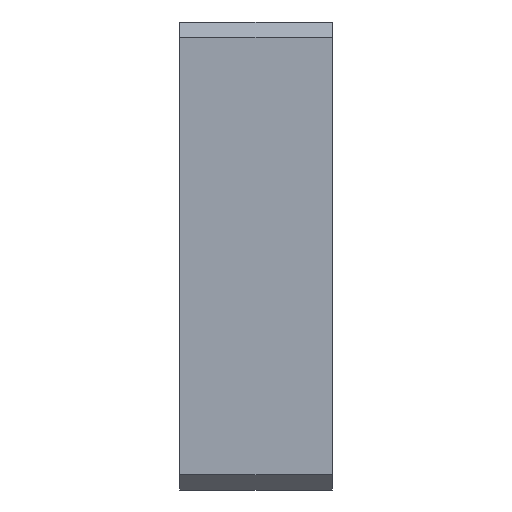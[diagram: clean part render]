
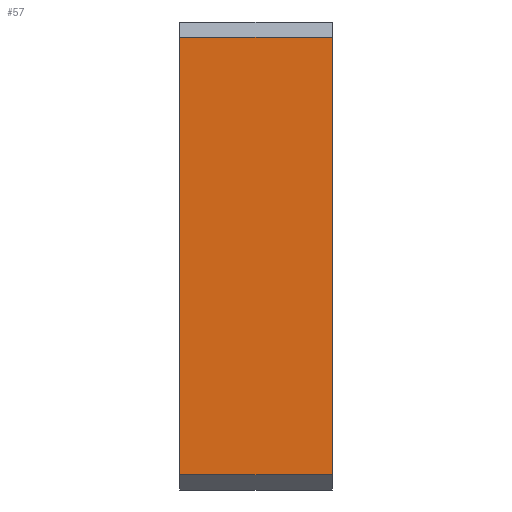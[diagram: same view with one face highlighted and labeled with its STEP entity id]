
A CAD part, left-side view. The second image highlights one B-rep face of the part: STEP entity #57.
In plain terms, the highlighted free-form (B-spline) face has degree [2, 1] with [3, 2] control points.
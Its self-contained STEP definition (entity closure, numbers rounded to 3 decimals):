
#57=ADVANCED_FACE('',(#101),#849,.T.);
#101=FACE_OUTER_BOUND('',#157,.T.);
#157=EDGE_LOOP('',(#369,#370,#371,#372));
#369=ORIENTED_EDGE('',*,*,#541,.F.);
#370=ORIENTED_EDGE('',*,*,#550,.T.);
#371=ORIENTED_EDGE('',*,*,#540,.T.);
#372=ORIENTED_EDGE('',*,*,#549,.F.);
#540=EDGE_CURVE('',#788,#787,#688,.T.);
#541=EDGE_CURVE('',#790,#789,#689,.T.);
#549=EDGE_CURVE('',#789,#787,#697,.T.);
#550=EDGE_CURVE('',#790,#788,#698,.T.);
#688=(
BOUNDED_CURVE()
B_SPLINE_CURVE(2,(#2337,#2338,#2339),.UNSPECIFIED.,.F.,.F.)
B_SPLINE_CURVE_WITH_KNOTS((3,3),(-42.684,-39.894),
 .UNSPECIFIED.)
CURVE()
GEOMETRIC_REPRESENTATION_ITEM()
RATIONAL_B_SPLINE_CURVE((1.,1.,1.))
REPRESENTATION_ITEM('')
);
#689=(
BOUNDED_CURVE()
B_SPLINE_CURVE(2,(#2340,#2341,#2342),.UNSPECIFIED.,.F.,.F.)
B_SPLINE_CURVE_WITH_KNOTS((3,3),(-42.684,-39.894),
 .UNSPECIFIED.)
CURVE()
GEOMETRIC_REPRESENTATION_ITEM()
RATIONAL_B_SPLINE_CURVE((1.,1.,1.))
REPRESENTATION_ITEM('')
);
#697=(
BOUNDED_CURVE()
B_SPLINE_CURVE(1,(#2363,#2364),.UNSPECIFIED.,.F.,.F.)
B_SPLINE_CURVE_WITH_KNOTS((2,2),(0.,10.),.UNSPECIFIED.)
CURVE()
GEOMETRIC_REPRESENTATION_ITEM()
RATIONAL_B_SPLINE_CURVE((1.,1.))
REPRESENTATION_ITEM('')
);
#698=(
BOUNDED_CURVE()
B_SPLINE_CURVE(1,(#2365,#2366),.UNSPECIFIED.,.F.,.F.)
B_SPLINE_CURVE_WITH_KNOTS((2,2),(0.,10.),.UNSPECIFIED.)
CURVE()
GEOMETRIC_REPRESENTATION_ITEM()
RATIONAL_B_SPLINE_CURVE((1.,1.))
REPRESENTATION_ITEM('')
);
#787=VERTEX_POINT('',#1803);
#788=VERTEX_POINT('',#1804);
#789=VERTEX_POINT('',#1805);
#790=VERTEX_POINT('',#1806);
#849=(
BOUNDED_SURFACE()
B_SPLINE_SURFACE(2,1,((#1387,#1388),(#1389,#1390),(#1391,#1392)),
 .UNSPECIFIED.,.F.,.F.,.F.)
B_SPLINE_SURFACE_WITH_KNOTS((3,3),(2,2),(-42.781,-39.796),
(0.,9.),.UNSPECIFIED.)
GEOMETRIC_REPRESENTATION_ITEM()
RATIONAL_B_SPLINE_SURFACE(((1.,1.),(1.,1.),(1.,1.)))
REPRESENTATION_ITEM('')
SURFACE()
);
#1387=CARTESIAN_POINT('',(-49.305,30.,-17.));
#1388=CARTESIAN_POINT('',(-49.305,40.,-17.));
#1389=CARTESIAN_POINT('',(-49.305,30.,-1.68));
#1390=CARTESIAN_POINT('',(-49.305,40.,-1.68));
#1391=CARTESIAN_POINT('',(-49.305,30.,13.64));
#1392=CARTESIAN_POINT('',(-49.305,40.,13.64));
#1803=CARTESIAN_POINT('',(-49.305,30.,12.64));
#1804=CARTESIAN_POINT('',(-49.305,30.,-16.));
#1805=CARTESIAN_POINT('',(-49.305,40.,12.64));
#1806=CARTESIAN_POINT('',(-49.305,40.,-16.));
#2337=CARTESIAN_POINT('',(-49.305,30.,-16.));
#2338=CARTESIAN_POINT('',(-49.305,30.,-1.68));
#2339=CARTESIAN_POINT('',(-49.305,30.,12.64));
#2340=CARTESIAN_POINT('',(-49.305,40.,-16.));
#2341=CARTESIAN_POINT('',(-49.305,40.,-1.68));
#2342=CARTESIAN_POINT('',(-49.305,40.,12.64));
#2363=CARTESIAN_POINT('',(-49.305,40.,12.64));
#2364=CARTESIAN_POINT('',(-49.305,30.,12.64));
#2365=CARTESIAN_POINT('',(-49.305,40.,-16.));
#2366=CARTESIAN_POINT('',(-49.305,30.,-16.));
